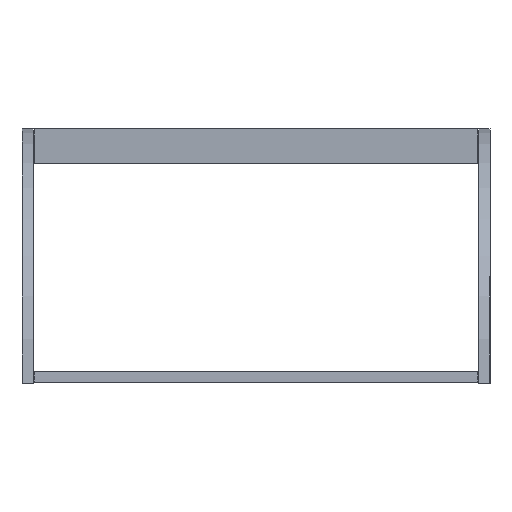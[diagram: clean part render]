
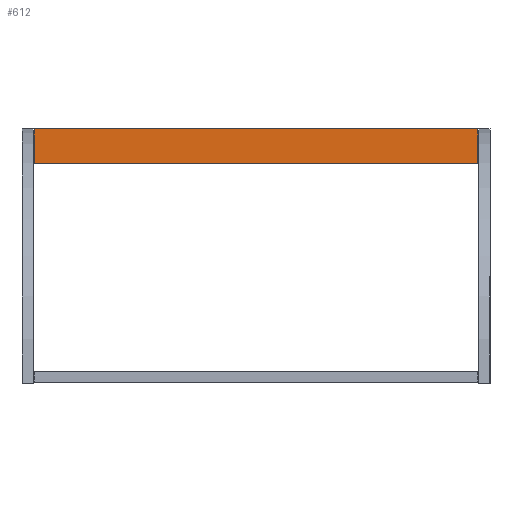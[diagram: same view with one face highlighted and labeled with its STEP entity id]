
A CAD part, left-side view. The second image highlights one B-rep face of the part: STEP entity #612.
In plain terms, the highlighted planar face has unit normal (-1, 0, 0).
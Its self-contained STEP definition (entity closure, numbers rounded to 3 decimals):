
#612=ADVANCED_FACE('',(#874),#709,.F.);
#709=PLANE('',#3909);
#874=FACE_OUTER_BOUND('',#1120,.T.);
#1120=EDGE_LOOP('',(#2056,#2057,#2058,#2059));
#2056=ORIENTED_EDGE('',*,*,#2911,.T.);
#2057=ORIENTED_EDGE('',*,*,#2912,.F.);
#2058=ORIENTED_EDGE('',*,*,#2913,.F.);
#2059=ORIENTED_EDGE('',*,*,#2909,.T.);
#2428=VERTEX_POINT('',#5868);
#2429=VERTEX_POINT('',#5870);
#2430=VERTEX_POINT('',#5874);
#2431=VERTEX_POINT('',#5876);
#2909=EDGE_CURVE('',#2429,#2428,#3248,.T.);
#2911=EDGE_CURVE('',#2428,#2430,#3249,.T.);
#2912=EDGE_CURVE('',#2431,#2430,#3250,.T.);
#2913=EDGE_CURVE('',#2429,#2431,#3251,.T.);
#3248=LINE('',#5869,#3576);
#3249=LINE('',#5873,#3577);
#3250=LINE('',#5875,#3578);
#3251=LINE('',#5877,#3579);
#3576=VECTOR('',#4865,1.);
#3577=VECTOR('',#4870,1.);
#3578=VECTOR('',#4871,1.);
#3579=VECTOR('',#4872,1.);
#3909=AXIS2_PLACEMENT_3D('',#5878,#4873,#4874);
#4865=DIRECTION('',(0.,1.,0.));
#4870=DIRECTION('',(0.,0.,-1.));
#4871=DIRECTION('',(0.,1.,0.));
#4872=DIRECTION('',(0.,0.,-1.));
#4873=DIRECTION('',(1.,0.,0.));
#4874=DIRECTION('',(0.,0.,-1.));
#5868=CARTESIAN_POINT('',(-3.175,126.5,144.965));
#5869=CARTESIAN_POINT('',(-3.175,-123.5,144.965));
#5870=CARTESIAN_POINT('',(-3.175,-123.5,144.965));
#5873=CARTESIAN_POINT('',(-3.175,126.5,144.965));
#5874=CARTESIAN_POINT('',(-3.175,126.5,125.31));
#5875=CARTESIAN_POINT('',(-3.175,-123.5,125.31));
#5876=CARTESIAN_POINT('',(-3.175,-123.5,125.31));
#5877=CARTESIAN_POINT('',(-3.175,-123.5,144.965));
#5878=CARTESIAN_POINT('',(-3.175,-123.5,144.965));
